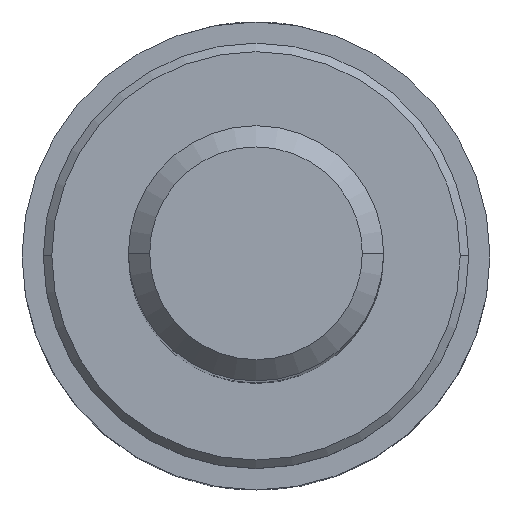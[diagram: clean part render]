
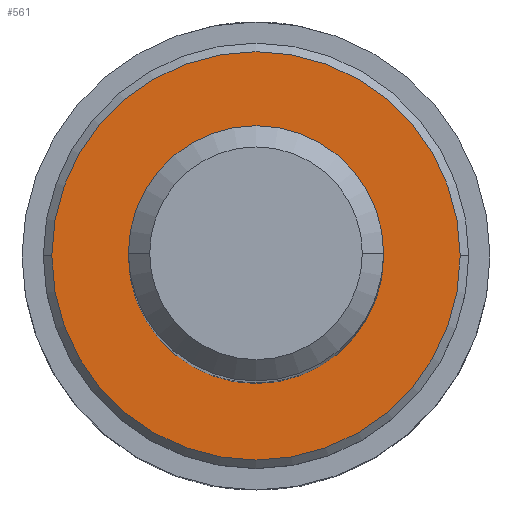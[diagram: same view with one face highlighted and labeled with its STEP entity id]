
A CAD part, top view. The second image highlights one B-rep face of the part: STEP entity #561.
In plain terms, the highlighted planar face has unit normal (0, 0, 1).
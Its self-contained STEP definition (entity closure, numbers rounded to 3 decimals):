
#20 = DIRECTION ( 'NONE',  ( 0., 0., 1. ) ) ;
#40 = CIRCLE ( 'NONE', #516, 9.6 ) ;
#49 = ORIENTED_EDGE ( 'NONE', *, *, #536, .F. ) ;
#55 = CARTESIAN_POINT ( 'NONE',  ( -9.6, 0., 23. ) ) ;
#83 = FACE_BOUND ( 'NONE', #487, .T. ) ;
#110 = FACE_OUTER_BOUND ( 'NONE', #952, .T. ) ;
#112 = DIRECTION ( 'NONE',  ( 1., 0., 0. ) ) ;
#136 = DIRECTION ( 'NONE',  ( 0., 0., 1. ) ) ;
#139 = DIRECTION ( 'NONE',  ( 0., 0., 1. ) ) ;
#160 = CIRCLE ( 'NONE', #263, 9.6 ) ;
#209 = DIRECTION ( 'NONE',  ( 1., 0., 0. ) ) ;
#236 = DIRECTION ( 'NONE',  ( 1., 0., 0. ) ) ;
#263 = AXIS2_PLACEMENT_3D ( 'NONE', #493, #496, #209 ) ;
#310 = ORIENTED_EDGE ( 'NONE', *, *, #532, .T. ) ;
#311 = CARTESIAN_POINT ( 'NONE',  ( 0., 0., 23. ) ) ;
#320 = PLANE ( 'NONE',  #734 ) ;
#344 = CIRCLE ( 'NONE', #844, 6. ) ;
#349 = ORIENTED_EDGE ( 'NONE', *, *, #925, .F. ) ;
#399 = CARTESIAN_POINT ( 'NONE',  ( 0., 0., 23. ) ) ;
#416 = DIRECTION ( 'NONE',  ( 1., 0., 0. ) ) ;
#427 = CARTESIAN_POINT ( 'NONE',  ( 9.6, 0., 23. ) ) ;
#486 = CARTESIAN_POINT ( 'NONE',  ( 6., 0., 23. ) ) ;
#487 = EDGE_LOOP ( 'NONE', ( #49, #349 ) ) ;
#493 = CARTESIAN_POINT ( 'NONE',  ( 0., 0., 23. ) ) ;
#496 = DIRECTION ( 'NONE',  ( 0., 0., 1. ) ) ;
#516 = AXIS2_PLACEMENT_3D ( 'NONE', #1160, #139, #820 ) ;
#532 = EDGE_CURVE ( 'NONE', #1135, #588, #40, .T. ) ;
#536 = EDGE_CURVE ( 'NONE', #639, #865, #581, .T. ) ;
#561 = ADVANCED_FACE ( 'NONE', ( #83, #110 ), #320, .T. ) ;
#581 = CIRCLE ( 'NONE', #645, 6. ) ;
#588 = VERTEX_POINT ( 'NONE', #427 ) ;
#639 = VERTEX_POINT ( 'NONE', #1027 ) ;
#645 = AXIS2_PLACEMENT_3D ( 'NONE', #311, #136, #236 ) ;
#734 = AXIS2_PLACEMENT_3D ( 'NONE', #996, #1001, #416 ) ;
#773 = EDGE_CURVE ( 'NONE', #588, #1135, #160, .T. ) ;
#820 = DIRECTION ( 'NONE',  ( 1., 0., 0. ) ) ;
#844 = AXIS2_PLACEMENT_3D ( 'NONE', #399, #20, #112 ) ;
#865 = VERTEX_POINT ( 'NONE', #486 ) ;
#925 = EDGE_CURVE ( 'NONE', #865, #639, #344, .T. ) ;
#952 = EDGE_LOOP ( 'NONE', ( #310, #1203 ) ) ;
#996 = CARTESIAN_POINT ( 'NONE',  ( 0., 0., 23. ) ) ;
#1001 = DIRECTION ( 'NONE',  ( 0., 0., 1. ) ) ;
#1027 = CARTESIAN_POINT ( 'NONE',  ( -6., 0., 23. ) ) ;
#1135 = VERTEX_POINT ( 'NONE', #55 ) ;
#1160 = CARTESIAN_POINT ( 'NONE',  ( 0., 0., 23. ) ) ;
#1203 = ORIENTED_EDGE ( 'NONE', *, *, #773, .T. ) ;
